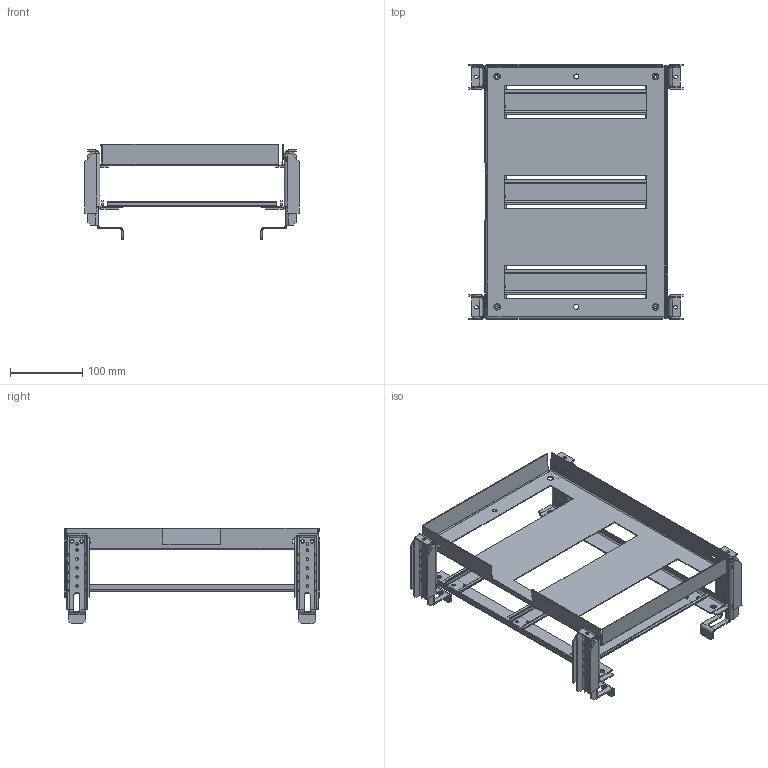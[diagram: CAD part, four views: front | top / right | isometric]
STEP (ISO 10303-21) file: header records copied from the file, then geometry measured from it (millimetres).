
FILE_DESCRIPTION(/* description */ (''),/* implementation_level */ '2;1');
FILE_NAME(/* name */ 'CH4030_1520.stp',/* time_stamp */ '2016-12-13T15:31:01+01:00',/* author */ (''),/* organization */ (''),/* preprocessor_version */ 'ST-DEVELOPER v15',/* originating_system */ 'SIEMENS PLM Software NX 9.0',/* authorisation */ '');
FILE_SCHEMA (('CONFIG_CONTROL_DESIGN'));
Length unit declared in the file: millimetre
Products named in the file (7): 67129_BASTIDOR_CHASIS; 92734_RAILTH 35x7.5 235 RCH8-18; SOPORTE_PLACA_DE_MONTAJE_150_stp; SOPORTE_CHASIS_SUP; TAPA_CHASIS_40; BASTIDOR_CHASIS_4030; CH4030_1520_stp
Assembly tree (15 placements, depth 3):
  CH4030_1520_stp
    BASTIDOR_CHASIS_4030
      92734_RAILTH 35x7.5 235 RCH8-18  x3
      67129_BASTIDOR_CHASIS  x2
    TAPA_CHASIS_40
    SOPORTE_CHASIS_SUP  x4
    SOPORTE_PLACA_DE_MONTAJE_150_stp  x4
Bounding box: 297.6 x 354.76 x 132.24 mm (x, y, z)
Volume: 322045.1 mm3; surface area: 465721.8 mm2
Topology: 18 solids, 18 shells, 1730 faces, 4746 edges, 2868 vertices
Faces by surface type: plane 864, cylinder 466, bspline 400
Full cylindrical faces by diameter (mm): 3.5 x4, 4 x8, 4.5 x12, 6 x4, 7 x2, 8 x4, 9 x4
Entity records: 35281 total; most frequent: CARTESIAN_POINT 21841, ORIENTED_EDGE 2772, DIRECTION 2277, EDGE_CURVE 1386, LINE 881, VECTOR 881, VERTEX_POINT 847, AXIS2_PLACEMENT_3D 698
